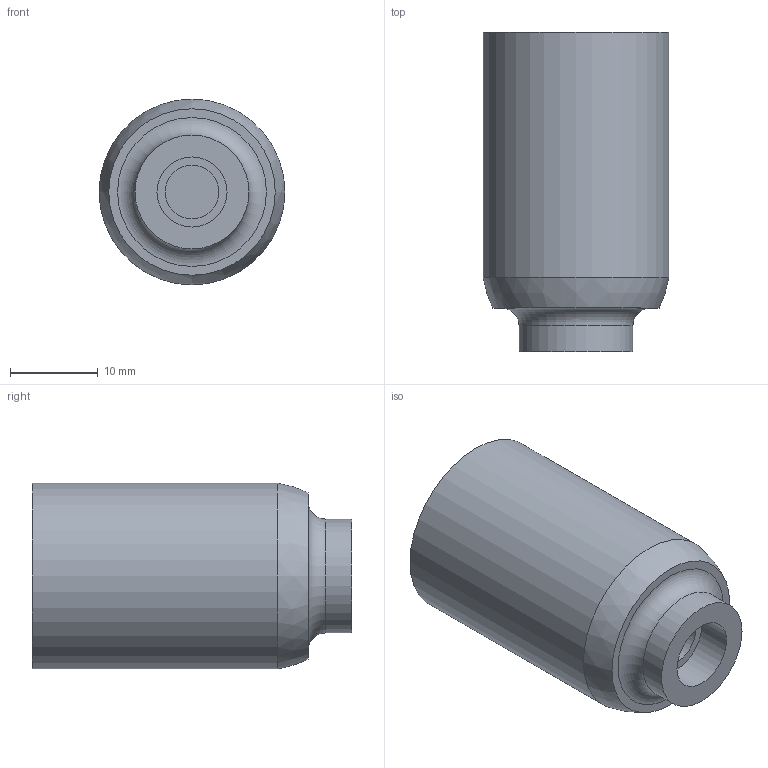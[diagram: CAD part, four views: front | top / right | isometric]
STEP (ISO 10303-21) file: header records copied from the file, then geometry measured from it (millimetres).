
FILE_DESCRIPTION(/* description */ (''),/* implementation_level */ '2;1');
FILE_NAME(/* name */ 'Light Pen Head.step',/* time_stamp */ '2025-05-01T12:51:24-04:00',/* author */ (''),/* organization */ (''),/* preprocessor_version */ 'ST-DEVELOPER v20.1',/* originating_system */ 'Autodesk Translation Framework v14.4.0.0',/* authorisation */ '');
FILE_SCHEMA (('AUTOMOTIVE_DESIGN { 1 0 10303 214 3 1 1 }'));
Length unit declared in the file: millimetre
Products named in the file (1): Light Pen Assembly
Bounding box: 21.22 x 36.5 x 21.22 mm (x, y, z)
Volume: 8391.9 mm3; surface area: 3813.9 mm2
Topology: 1 solids, 1 shells, 13 faces, 23 edges, 15 vertices
Faces by surface type: plane 5, cylinder 4, cone 2, torus 1, bspline 1
Full cylindrical faces by diameter (mm): 6.1 x1, 8 x1, 13 x1, 21.22 x1
Entity records: 385 total; most frequent: CARTESIAN_POINT 77, DIRECTION 64, ORIENTED_EDGE 44, AXIS2_PLACEMENT_3D 29, EDGE_CURVE 22, EDGE_LOOP 17, CIRCLE 16, VERTEX_POINT 15
